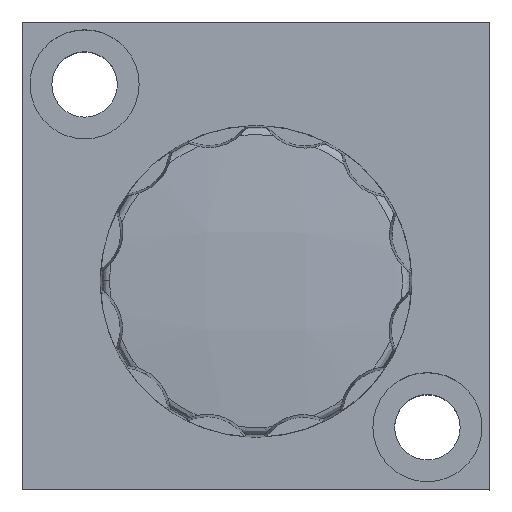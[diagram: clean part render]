
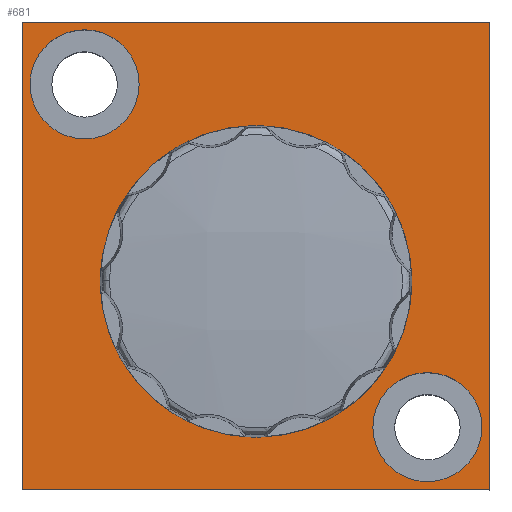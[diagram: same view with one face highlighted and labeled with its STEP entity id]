
A CAD part, top view. The second image highlights one B-rep face of the part: STEP entity #681.
In plain terms, the highlighted planar face has unit normal (0, 0, 1).
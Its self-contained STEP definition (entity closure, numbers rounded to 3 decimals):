
#45 = ORIENTED_EDGE ( 'NONE', *, *, #1391, .F. ) ;
#88 = EDGE_LOOP ( 'NONE', ( #11049, #5602 ) ) ;
#210 = EDGE_CURVE ( 'NONE', #5724, #1453, #4398, .T. ) ;
#348 = VERTEX_POINT ( 'NONE', #12987 ) ;
#456 = VECTOR ( 'NONE', #7020, 1000. ) ;
#681 = ADVANCED_FACE ( 'NONE', ( #6316, #10560, #11452, #10047 ), #1512, .F. ) ;
#715 = CARTESIAN_POINT ( 'NONE',  ( -15., -13.3, 1. ) ) ;
#845 = CARTESIAN_POINT ( 'NONE',  ( 15., 16.7, 1. ) ) ;
#924 = LINE ( 'NONE', #12241, #6395 ) ;
#992 = DIRECTION ( 'NONE',  ( 0., 1., 0. ) ) ;
#1177 = DIRECTION ( 'NONE',  ( 0.5, -0.866, 0. ) ) ;
#1183 = DIRECTION ( 'NONE',  ( -1., 0., 0. ) ) ;
#1333 = CARTESIAN_POINT ( 'NONE',  ( 7.506, 0., 1. ) ) ;
#1380 = ORIENTED_EDGE ( 'NONE', *, *, #2495, .F. ) ;
#1391 = EDGE_CURVE ( 'NONE', #1453, #9035, #2563, .T. ) ;
#1427 = VERTEX_POINT ( 'NONE', #11212 ) ;
#1453 = VERTEX_POINT ( 'NONE', #10303 ) ;
#1470 = VERTEX_POINT ( 'NONE', #6948 ) ;
#1498 = CARTESIAN_POINT ( 'NONE',  ( 7.506, 0., 1. ) ) ;
#1512 = PLANE ( 'NONE',  #9423 ) ;
#1631 = VERTEX_POINT ( 'NONE', #2499 ) ;
#1759 = CARTESIAN_POINT ( 'NONE',  ( 11., -9.3, 1. ) ) ;
#1919 = LINE ( 'NONE', #6543, #8098 ) ;
#1941 = ORIENTED_EDGE ( 'NONE', *, *, #9968, .F. ) ;
#2157 = CARTESIAN_POINT ( 'NONE',  ( -7.506, 0., 1. ) ) ;
#2185 = DIRECTION ( 'NONE',  ( -0.5, -0.866, 0. ) ) ;
#2275 = VERTEX_POINT ( 'NONE', #5016 ) ;
#2390 = LINE ( 'NONE', #2157, #3801 ) ;
#2495 = EDGE_CURVE ( 'NONE', #348, #8454, #8434, .T. ) ;
#2499 = CARTESIAN_POINT ( 'NONE',  ( -15., 16.7, 1. ) ) ;
#2563 = LINE ( 'NONE', #3485, #10170 ) ;
#2639 = VECTOR ( 'NONE', #4987, 1000. ) ;
#2652 = EDGE_LOOP ( 'NONE', ( #3757, #7119 ) ) ;
#2994 = DIRECTION ( 'NONE',  ( 0., 0., 1. ) ) ;
#3064 = ORIENTED_EDGE ( 'NONE', *, *, #3709, .F. ) ;
#3194 = CARTESIAN_POINT ( 'NONE',  ( 3.753, -6.5, 1. ) ) ;
#3357 = CARTESIAN_POINT ( 'NONE',  ( -11., 12.7, 1. ) ) ;
#3435 = EDGE_CURVE ( 'NONE', #10611, #5509, #6283, .T. ) ;
#3485 = CARTESIAN_POINT ( 'NONE',  ( 15., 6.5, 1. ) ) ;
#3559 = CIRCLE ( 'NONE', #10861, 3.5 ) ;
#3709 = EDGE_CURVE ( 'NONE', #2275, #348, #2390, .T. ) ;
#3712 = VERTEX_POINT ( 'NONE', #7878 ) ;
#3757 = ORIENTED_EDGE ( 'NONE', *, *, #14411, .F. ) ;
#3801 = VECTOR ( 'NONE', #1177, 1000. ) ;
#4381 = LINE ( 'NONE', #845, #13404 ) ;
#4398 = LINE ( 'NONE', #1498, #2639 ) ;
#4726 = VECTOR ( 'NONE', #14339, 1000. ) ;
#4736 = EDGE_CURVE ( 'NONE', #12413, #3712, #4381, .T. ) ;
#4764 = ORIENTED_EDGE ( 'NONE', *, *, #13668, .T. ) ;
#4854 = EDGE_CURVE ( 'NONE', #12958, #12413, #1919, .T. ) ;
#4878 = LINE ( 'NONE', #11233, #12485 ) ;
#4928 = EDGE_LOOP ( 'NONE', ( #6890, #6613, #4764, #6200 ) ) ;
#4987 = DIRECTION ( 'NONE',  ( -0.5, 0.866, 0. ) ) ;
#5016 = CARTESIAN_POINT ( 'NONE',  ( -7.506, 0., 1. ) ) ;
#5077 = CARTESIAN_POINT ( 'NONE',  ( 11., -9.3, 1. ) ) ;
#5093 = DIRECTION ( 'NONE',  ( 0., 1., 0. ) ) ;
#5264 = EDGE_CURVE ( 'NONE', #12958, #1631, #11580, .T. ) ;
#5509 = VERTEX_POINT ( 'NONE', #10623 ) ;
#5602 = ORIENTED_EDGE ( 'NONE', *, *, #3435, .F. ) ;
#5724 = VERTEX_POINT ( 'NONE', #1333 ) ;
#5888 = DIRECTION ( 'NONE',  ( 0., -1., 0. ) ) ;
#5978 = CIRCLE ( 'NONE', #9872, 3.5 ) ;
#6200 = ORIENTED_EDGE ( 'NONE', *, *, #5264, .F. ) ;
#6220 = DIRECTION ( 'NONE',  ( 0., -1., 0. ) ) ;
#6283 = CIRCLE ( 'NONE', #6996, 3.5 ) ;
#6295 = DIRECTION ( 'NONE',  ( 0., 0., 1. ) ) ;
#6316 = FACE_BOUND ( 'NONE', #7199, .T. ) ;
#6395 = VECTOR ( 'NONE', #8804, 1000. ) ;
#6473 = CARTESIAN_POINT ( 'NONE',  ( 15., -6.5, 1. ) ) ;
#6543 = CARTESIAN_POINT ( 'NONE',  ( 15., -13.3, 1. ) ) ;
#6613 = ORIENTED_EDGE ( 'NONE', *, *, #4736, .T. ) ;
#6890 = ORIENTED_EDGE ( 'NONE', *, *, #4854, .T. ) ;
#6948 = CARTESIAN_POINT ( 'NONE',  ( -11., 9.2, 1. ) ) ;
#6996 = AXIS2_PLACEMENT_3D ( 'NONE', #5077, #2994, #6220 ) ;
#7020 = DIRECTION ( 'NONE',  ( 0., 1., 0. ) ) ;
#7070 = CARTESIAN_POINT ( 'NONE',  ( -3.753, 6.5, 1. ) ) ;
#7119 = ORIENTED_EDGE ( 'NONE', *, *, #7197, .F. ) ;
#7197 = EDGE_CURVE ( 'NONE', #1427, #1470, #5978, .T. ) ;
#7199 = EDGE_LOOP ( 'NONE', ( #1380, #3064, #13299, #45, #12781, #1941 ) ) ;
#7505 = CIRCLE ( 'NONE', #12921, 3.5 ) ;
#7712 = CARTESIAN_POINT ( 'NONE',  ( -3.753, 6.5, 1. ) ) ;
#7878 = CARTESIAN_POINT ( 'NONE',  ( 15., 16.7, 1. ) ) ;
#8098 = VECTOR ( 'NONE', #8676, 1000. ) ;
#8434 = LINE ( 'NONE', #6473, #4726 ) ;
#8454 = VERTEX_POINT ( 'NONE', #3194 ) ;
#8585 = DIRECTION ( 'NONE',  ( 0., 0., -1. ) ) ;
#8676 = DIRECTION ( 'NONE',  ( 1., 0., 0. ) ) ;
#8804 = DIRECTION ( 'NONE',  ( -1., 0., 0. ) ) ;
#8868 = DIRECTION ( 'NONE',  ( 0., -1., 0. ) ) ;
#9035 = VERTEX_POINT ( 'NONE', #7070 ) ;
#9423 = AXIS2_PLACEMENT_3D ( 'NONE', #11933, #8585, #5093 ) ;
#9872 = AXIS2_PLACEMENT_3D ( 'NONE', #3357, #11269, #8868 ) ;
#9968 = EDGE_CURVE ( 'NONE', #8454, #5724, #4878, .T. ) ;
#10047 = FACE_BOUND ( 'NONE', #88, .T. ) ;
#10170 = VECTOR ( 'NONE', #1183, 1000. ) ;
#10303 = CARTESIAN_POINT ( 'NONE',  ( 3.753, 6.5, 1. ) ) ;
#10519 = CARTESIAN_POINT ( 'NONE',  ( -11., 12.7, 1. ) ) ;
#10560 = FACE_OUTER_BOUND ( 'NONE', #4928, .T. ) ;
#10611 = VERTEX_POINT ( 'NONE', #11189 ) ;
#10620 = EDGE_CURVE ( 'NONE', #9035, #2275, #14028, .T. ) ;
#10623 = CARTESIAN_POINT ( 'NONE',  ( 11., -12.8, 1. ) ) ;
#10758 = DIRECTION ( 'NONE',  ( 0., -1., 0. ) ) ;
#10861 = AXIS2_PLACEMENT_3D ( 'NONE', #10519, #12753, #5888 ) ;
#11041 = VECTOR ( 'NONE', #2185, 1000. ) ;
#11049 = ORIENTED_EDGE ( 'NONE', *, *, #13159, .F. ) ;
#11184 = DIRECTION ( 'NONE',  ( 0.5, 0.866, 0. ) ) ;
#11189 = CARTESIAN_POINT ( 'NONE',  ( 11., -5.8, 1. ) ) ;
#11212 = CARTESIAN_POINT ( 'NONE',  ( -11., 16.2, 1. ) ) ;
#11233 = CARTESIAN_POINT ( 'NONE',  ( 3.753, -6.5, 1. ) ) ;
#11269 = DIRECTION ( 'NONE',  ( 0., 0., 1. ) ) ;
#11452 = FACE_BOUND ( 'NONE', #2652, .T. ) ;
#11580 = LINE ( 'NONE', #12756, #456 ) ;
#11933 = CARTESIAN_POINT ( 'NONE',  ( 15., -13.3, 1. ) ) ;
#12241 = CARTESIAN_POINT ( 'NONE',  ( 15., 16.7, 1. ) ) ;
#12413 = VERTEX_POINT ( 'NONE', #13150 ) ;
#12485 = VECTOR ( 'NONE', #11184, 1000. ) ;
#12753 = DIRECTION ( 'NONE',  ( 0., 0., 1. ) ) ;
#12756 = CARTESIAN_POINT ( 'NONE',  ( -15., 16.7, 1. ) ) ;
#12781 = ORIENTED_EDGE ( 'NONE', *, *, #210, .F. ) ;
#12921 = AXIS2_PLACEMENT_3D ( 'NONE', #1759, #6295, #10758 ) ;
#12958 = VERTEX_POINT ( 'NONE', #715 ) ;
#12987 = CARTESIAN_POINT ( 'NONE',  ( -3.753, -6.5, 1. ) ) ;
#13150 = CARTESIAN_POINT ( 'NONE',  ( 15., -13.3, 1. ) ) ;
#13159 = EDGE_CURVE ( 'NONE', #5509, #10611, #7505, .T. ) ;
#13299 = ORIENTED_EDGE ( 'NONE', *, *, #10620, .F. ) ;
#13404 = VECTOR ( 'NONE', #992, 1000. ) ;
#13668 = EDGE_CURVE ( 'NONE', #3712, #1631, #924, .T. ) ;
#14028 = LINE ( 'NONE', #7712, #11041 ) ;
#14339 = DIRECTION ( 'NONE',  ( 1., 0., 0. ) ) ;
#14411 = EDGE_CURVE ( 'NONE', #1470, #1427, #3559, .T. ) ;
